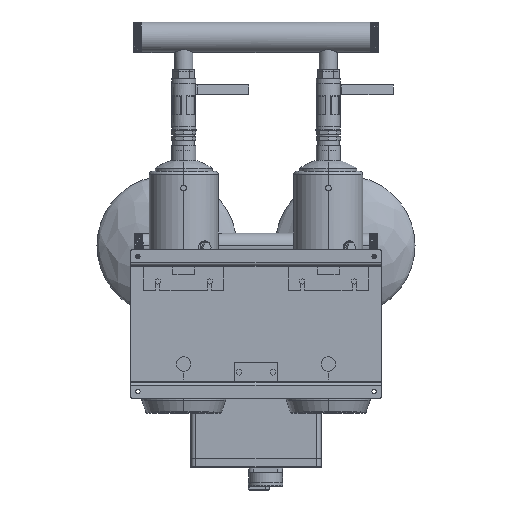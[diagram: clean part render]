
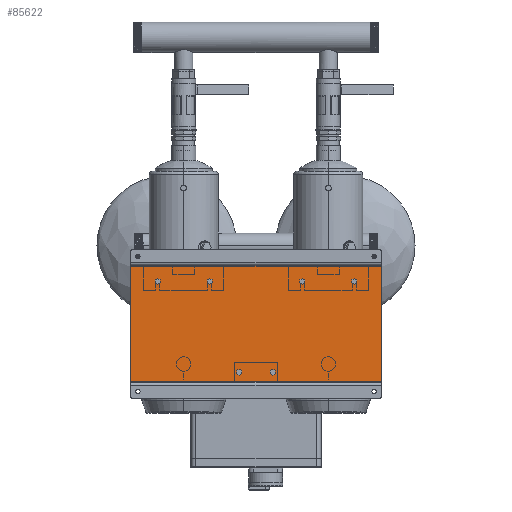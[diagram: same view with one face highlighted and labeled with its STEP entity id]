
A CAD part, front view. The second image highlights one B-rep face of the part: STEP entity #85622.
In plain terms, the highlighted planar face has unit normal (0, -1, 0).
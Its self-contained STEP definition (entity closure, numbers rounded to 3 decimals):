
#185 = VECTOR ( 'NONE', #6365, 1000. ) ;
#5884 = CARTESIAN_POINT ( 'NONE',  ( 260., 52., -120. ) ) ;
#6365 = DIRECTION ( 'NONE',  ( -1., 0., 0. ) ) ;
#7307 = CARTESIAN_POINT ( 'NONE',  ( -260., 52., -120. ) ) ;
#10613 = ORIENTED_EDGE ( 'NONE', *, *, #11124, .T. ) ;
#11124 = EDGE_CURVE ( 'NONE', #42763, #51557, #71966, .T. ) ;
#11670 = DIRECTION ( 'NONE',  ( 0., 1., 0. ) ) ;
#12107 = VECTOR ( 'NONE', #68159, 1000. ) ;
#14483 = ORIENTED_EDGE ( 'NONE', *, *, #17730, .T. ) ;
#16149 = CARTESIAN_POINT ( 'NONE',  ( 260., 52., -120. ) ) ;
#17730 = EDGE_CURVE ( 'NONE', #55386, #42763, #76068, .T. ) ;
#18545 = CARTESIAN_POINT ( 'NONE',  ( 260., 52., 120. ) ) ;
#20249 = VECTOR ( 'NONE', #59517, 1000. ) ;
#28852 = PLANE ( 'NONE',  #38153 ) ;
#34705 = LINE ( 'NONE', #5884, #185 ) ;
#36872 = FACE_OUTER_BOUND ( 'NONE', #70590, .T. ) ;
#38153 = AXIS2_PLACEMENT_3D ( 'NONE', #16149, #11670, #88241 ) ;
#38503 = EDGE_CURVE ( 'NONE', #44045, #51557, #34705, .T. ) ;
#41964 = CARTESIAN_POINT ( 'NONE',  ( 260., 52., -120. ) ) ;
#42763 = VERTEX_POINT ( 'NONE', #70873 ) ;
#42938 = CARTESIAN_POINT ( 'NONE',  ( -260., 52., -120. ) ) ;
#44045 = VERTEX_POINT ( 'NONE', #41964 ) ;
#51557 = VERTEX_POINT ( 'NONE', #42938 ) ;
#53355 = LINE ( 'NONE', #65711, #20249 ) ;
#54784 = DIRECTION ( 'NONE',  ( -1., 0., 0. ) ) ;
#55386 = VERTEX_POINT ( 'NONE', #74618 ) ;
#56851 = ORIENTED_EDGE ( 'NONE', *, *, #38503, .F. ) ;
#59517 = DIRECTION ( 'NONE',  ( 0., 0., -1. ) ) ;
#65711 = CARTESIAN_POINT ( 'NONE',  ( 260., 52., 120. ) ) ;
#68159 = DIRECTION ( 'NONE',  ( 0., 0., -1. ) ) ;
#70590 = EDGE_LOOP ( 'NONE', ( #10613, #56851, #88073, #14483 ) ) ;
#70873 = CARTESIAN_POINT ( 'NONE',  ( -260., 52., 120. ) ) ;
#71966 = LINE ( 'NONE', #7307, #12107 ) ;
#74618 = CARTESIAN_POINT ( 'NONE',  ( 260., 52., 120. ) ) ;
#76068 = LINE ( 'NONE', #18545, #89307 ) ;
#80480 = EDGE_CURVE ( 'NONE', #55386, #44045, #53355, .T. ) ;
#85622 = ADVANCED_FACE ( 'NONE', ( #36872 ), #28852, .F. ) ;
#88073 = ORIENTED_EDGE ( 'NONE', *, *, #80480, .F. ) ;
#88241 = DIRECTION ( 'NONE',  ( 0., 0., 1. ) ) ;
#89307 = VECTOR ( 'NONE', #54784, 1000. ) ;
